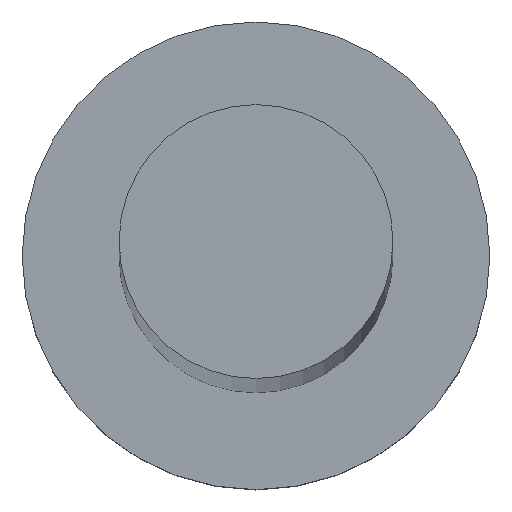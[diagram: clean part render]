
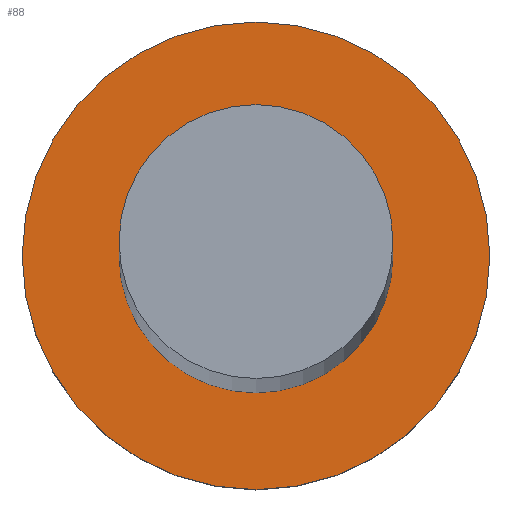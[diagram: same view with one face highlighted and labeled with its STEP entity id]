
A CAD part, top view. The second image highlights one B-rep face of the part: STEP entity #88.
In plain terms, the highlighted planar face has unit normal (0, 0, 1).
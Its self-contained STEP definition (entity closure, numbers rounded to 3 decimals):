
#11 = DIRECTION ( 'NONE',  ( 0., 0., 1. ) ) ;
#15 = AXIS2_PLACEMENT_3D ( 'NONE', #47, #220, #181 ) ;
#22 = FACE_OUTER_BOUND ( 'NONE', #56, .T. ) ;
#30 = EDGE_CURVE ( 'NONE', #89, #193, #195, .T. ) ;
#31 = AXIS2_PLACEMENT_3D ( 'NONE', #196, #241, #213 ) ;
#38 = DIRECTION ( 'NONE',  ( 1., 0., 0. ) ) ;
#46 = ORIENTED_EDGE ( 'NONE', *, *, #30, .T. ) ;
#47 = CARTESIAN_POINT ( 'NONE',  ( 0., 0., 5. ) ) ;
#51 = DIRECTION ( 'NONE',  ( 0., 0., 1. ) ) ;
#52 = VERTEX_POINT ( 'NONE', #115 ) ;
#56 = EDGE_LOOP ( 'NONE', ( #46, #134 ) ) ;
#57 = CARTESIAN_POINT ( 'NONE',  ( 0., 0., 5. ) ) ;
#76 = CARTESIAN_POINT ( 'NONE',  ( -4.1, 0., 5. ) ) ;
#79 = CIRCLE ( 'NONE', #15, 4.1 ) ;
#82 = AXIS2_PLACEMENT_3D ( 'NONE', #191, #51, #38 ) ;
#88 = ADVANCED_FACE ( 'NONE', ( #210, #22 ), #137, .T. ) ;
#89 = VERTEX_POINT ( 'NONE', #174 ) ;
#93 = DIRECTION ( 'NONE',  ( 0., 0., 1. ) ) ;
#104 = EDGE_CURVE ( 'NONE', #193, #89, #252, .T. ) ;
#115 = CARTESIAN_POINT ( 'NONE',  ( 4.1, 0., 5. ) ) ;
#121 = CARTESIAN_POINT ( 'NONE',  ( 7., 0., 5. ) ) ;
#130 = VERTEX_POINT ( 'NONE', #76 ) ;
#134 = ORIENTED_EDGE ( 'NONE', *, *, #104, .T. ) ;
#137 = PLANE ( 'NONE',  #31 ) ;
#145 = ORIENTED_EDGE ( 'NONE', *, *, #205, .F. ) ;
#163 = DIRECTION ( 'NONE',  ( 1., 0., 0. ) ) ;
#170 = CARTESIAN_POINT ( 'NONE',  ( 0., 0., 5. ) ) ;
#174 = CARTESIAN_POINT ( 'NONE',  ( -7., 0., 5. ) ) ;
#181 = DIRECTION ( 'NONE',  ( 1., 0., 0. ) ) ;
#191 = CARTESIAN_POINT ( 'NONE',  ( 0., 0., 5. ) ) ;
#193 = VERTEX_POINT ( 'NONE', #121 ) ;
#195 = CIRCLE ( 'NONE', #82, 7. ) ;
#196 = CARTESIAN_POINT ( 'NONE',  ( 0., 0., 5. ) ) ;
#201 = AXIS2_PLACEMENT_3D ( 'NONE', #57, #11, #163 ) ;
#205 = EDGE_CURVE ( 'NONE', #130, #52, #79, .T. ) ;
#208 = CIRCLE ( 'NONE', #201, 4.1 ) ;
#210 = FACE_BOUND ( 'NONE', #228, .T. ) ;
#213 = DIRECTION ( 'NONE',  ( 1., 0., 0. ) ) ;
#220 = DIRECTION ( 'NONE',  ( 0., 0., 1. ) ) ;
#228 = EDGE_LOOP ( 'NONE', ( #145, #232 ) ) ;
#232 = ORIENTED_EDGE ( 'NONE', *, *, #234, .F. ) ;
#233 = DIRECTION ( 'NONE',  ( 1., 0., 0. ) ) ;
#234 = EDGE_CURVE ( 'NONE', #52, #130, #208, .T. ) ;
#241 = DIRECTION ( 'NONE',  ( 0., 0., 1. ) ) ;
#252 = CIRCLE ( 'NONE', #253, 7. ) ;
#253 = AXIS2_PLACEMENT_3D ( 'NONE', #170, #93, #233 ) ;
